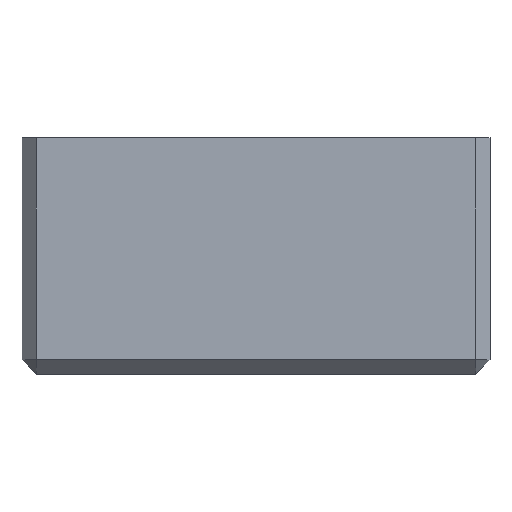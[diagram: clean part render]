
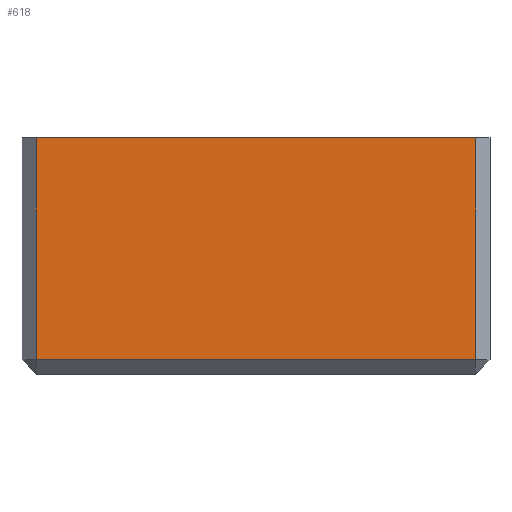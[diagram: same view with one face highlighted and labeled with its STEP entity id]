
A CAD part, top view. The second image highlights one B-rep face of the part: STEP entity #618.
In plain terms, the highlighted planar face has unit normal (0, 0, 1).
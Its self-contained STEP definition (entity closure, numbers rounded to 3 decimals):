
#50=FACE_OUTER_BOUND('',#87,.T.);
#87=EDGE_LOOP('',(#464,#465,#466,#467));
#118=LINE('',#887,#193);
#125=LINE('',#901,#200);
#129=LINE('',#909,#204);
#135=LINE('',#919,#210);
#193=VECTOR('',#715,10.);
#200=VECTOR('',#726,10.);
#204=VECTOR('',#734,10.);
#210=VECTOR('',#744,10.);
#262=VERTEX_POINT('',#872);
#267=VERTEX_POINT('',#885);
#268=VERTEX_POINT('',#890);
#271=VERTEX_POINT('',#897);
#324=EDGE_CURVE('',#267,#262,#118,.T.);
#331=EDGE_CURVE('',#268,#271,#125,.T.);
#335=EDGE_CURVE('',#262,#268,#129,.T.);
#341=EDGE_CURVE('',#271,#267,#135,.F.);
#464=ORIENTED_EDGE('',*,*,#324,.F.);
#465=ORIENTED_EDGE('',*,*,#341,.F.);
#466=ORIENTED_EDGE('',*,*,#331,.F.);
#467=ORIENTED_EDGE('',*,*,#335,.F.);
#590=PLANE('',#668);
#618=ADVANCED_FACE('',(#50),#590,.T.);
#668=AXIS2_PLACEMENT_3D('',#945,#765,#766);
#715=DIRECTION('',(0.,-1.,0.));
#726=DIRECTION('',(0.,1.,0.));
#734=DIRECTION('',(-1.,0.,0.));
#744=DIRECTION('',(-1.,0.,0.));
#765=DIRECTION('center_axis',(0.,0.,
1.));
#766=DIRECTION('ref_axis',(-1.,0.,0.));
#872=CARTESIAN_POINT('',(259.7,149.225,510.468));
#885=CARTESIAN_POINT('',(259.7,195.225,510.468));
#887=CARTESIAN_POINT('',(259.7,175.225,510.468));
#890=CARTESIAN_POINT('',(168.7,149.225,510.468));
#897=CARTESIAN_POINT('',(168.7,195.225,510.468));
#901=CARTESIAN_POINT('',(168.7,175.225,510.468));
#909=CARTESIAN_POINT('',(236.486,149.225,510.468));
#919=CARTESIAN_POINT('',(236.486,195.225,510.468));
#945=CARTESIAN_POINT('Origin',(258.472,175.225,510.468));
